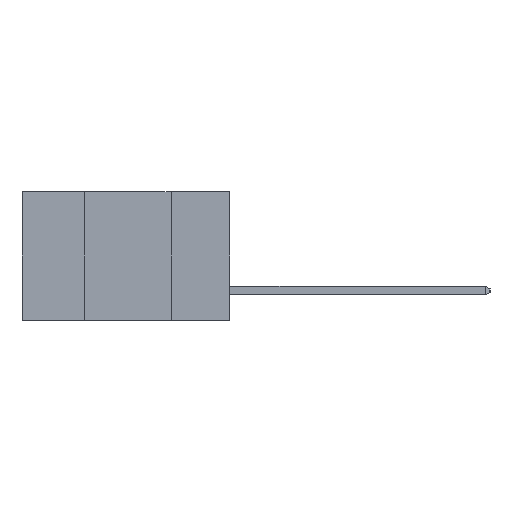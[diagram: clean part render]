
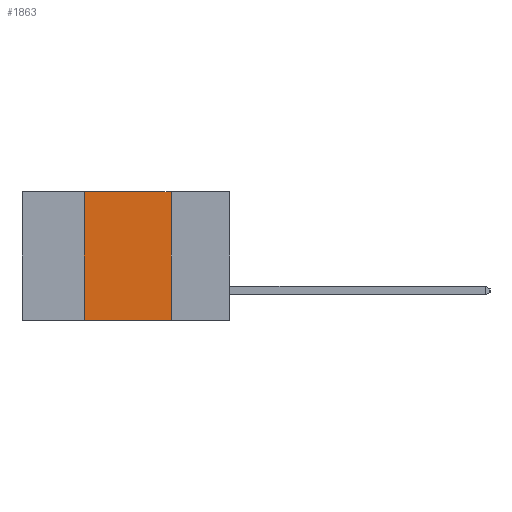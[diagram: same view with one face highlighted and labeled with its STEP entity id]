
A CAD part, left-side view. The second image highlights one B-rep face of the part: STEP entity #1863.
In plain terms, the highlighted planar face has unit normal (-1, 0, 0).
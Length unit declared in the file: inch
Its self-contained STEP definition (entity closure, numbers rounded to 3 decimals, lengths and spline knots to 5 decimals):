
#1001 = VERTEX_POINT ( 'NONE', #15611 ) ;
#1349 = LINE ( 'NONE', #29803, #19977 ) ;
#1435 = ORIENTED_EDGE ( 'NONE', *, *, #10171, .F. ) ;
#1833 = CARTESIAN_POINT ( 'NONE',  ( 0., 0.42, 0. ) ) ;
#1837 = CARTESIAN_POINT ( 'NONE',  ( 0., 0.6, 0. ) ) ;
#1863 = ADVANCED_FACE ( 'NONE', ( #2281 ), #23508, .F. ) ;
#2011 = DIRECTION ( 'NONE',  ( 0., 0., 1. ) ) ;
#2281 = FACE_OUTER_BOUND ( 'NONE', #14919, .T. ) ;
#4992 = CARTESIAN_POINT ( 'NONE',  ( 0., 0.42, -0.37 ) ) ;
#5421 = DIRECTION ( 'NONE',  ( 1., 0., 0. ) ) ;
#6675 = CARTESIAN_POINT ( 'NONE',  ( 0., 0.17, -0.37 ) ) ;
#7640 = LINE ( 'NONE', #1833, #25278 ) ;
#10171 = EDGE_CURVE ( 'NONE', #10646, #1001, #7640, .T. ) ;
#10646 = VERTEX_POINT ( 'NONE', #4992 ) ;
#10858 = DIRECTION ( 'NONE',  ( 0., -1., 0. ) ) ;
#11404 = CARTESIAN_POINT ( 'NONE',  ( 0., 0.17, 0. ) ) ;
#11725 = AXIS2_PLACEMENT_3D ( 'NONE', #1837, #5421, #20516 ) ;
#13634 = ORIENTED_EDGE ( 'NONE', *, *, #19436, .T. ) ;
#13688 = ORIENTED_EDGE ( 'NONE', *, *, #27595, .F. ) ;
#14919 = EDGE_LOOP ( 'NONE', ( #13688, #28131, #1435, #13634 ) ) ;
#14981 = VECTOR ( 'NONE', #26097, 39.37008 ) ;
#15611 = CARTESIAN_POINT ( 'NONE',  ( 0., 0.42, 0. ) ) ;
#15714 = LINE ( 'NONE', #19289, #14981 ) ;
#17682 = EDGE_CURVE ( 'NONE', #1001, #28208, #1349, .T. ) ;
#19289 = CARTESIAN_POINT ( 'NONE',  ( 0., 0.17, 0. ) ) ;
#19436 = EDGE_CURVE ( 'NONE', #10646, #29392, #29035, .T. ) ;
#19977 = VECTOR ( 'NONE', #25273, 39.37008 ) ;
#20516 = DIRECTION ( 'NONE',  ( 0., 0., -1. ) ) ;
#22301 = CARTESIAN_POINT ( 'NONE',  ( 0., 0.6, -0.37 ) ) ;
#23508 = PLANE ( 'NONE',  #11725 ) ;
#25273 = DIRECTION ( 'NONE',  ( 0., -1., 0. ) ) ;
#25278 = VECTOR ( 'NONE', #2011, 39.37008 ) ;
#26097 = DIRECTION ( 'NONE',  ( 0., 0., -1. ) ) ;
#27595 = EDGE_CURVE ( 'NONE', #28208, #29392, #15714, .T. ) ;
#28131 = ORIENTED_EDGE ( 'NONE', *, *, #17682, .F. ) ;
#28208 = VERTEX_POINT ( 'NONE', #11404 ) ;
#28314 = VECTOR ( 'NONE', #10858, 39.37008 ) ;
#29035 = LINE ( 'NONE', #22301, #28314 ) ;
#29392 = VERTEX_POINT ( 'NONE', #6675 ) ;
#29803 = CARTESIAN_POINT ( 'NONE',  ( 0., 0.6, 0. ) ) ;
